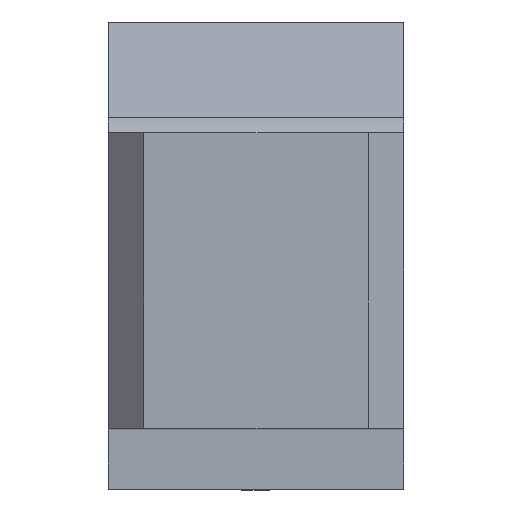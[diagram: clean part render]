
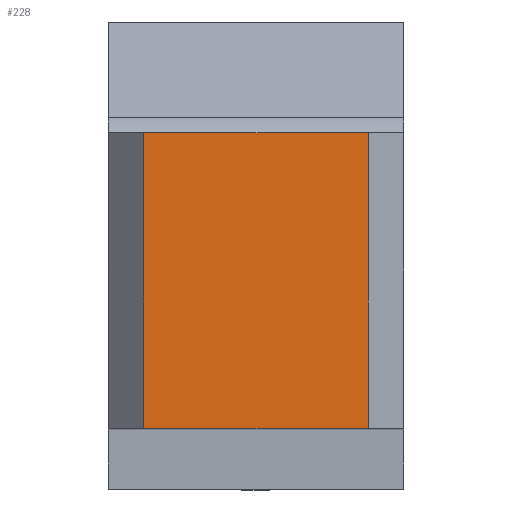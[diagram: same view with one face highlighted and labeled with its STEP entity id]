
A CAD part, top view. The second image highlights one B-rep face of the part: STEP entity #228.
In plain terms, the highlighted planar face has unit normal (0, 0, 1).
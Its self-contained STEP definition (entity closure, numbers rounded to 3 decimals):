
#228=ADVANCED_FACE('CU_BACK_SU1',(#365),#313,.F.);
#313=PLANE('',#1786);
#365=FACE_OUTER_BOUND('',#452,.T.);
#452=EDGE_LOOP('',(#666,#667,#668,#669));
#666=ORIENTED_EDGE('',*,*,#1242,.F.);
#667=ORIENTED_EDGE('',*,*,#1240,.T.);
#668=ORIENTED_EDGE('',*,*,#1243,.T.);
#669=ORIENTED_EDGE('',*,*,#1234,.F.);
#1070=VERTEX_POINT('',#2499);
#1071=VERTEX_POINT('',#2501);
#1072=VERTEX_POINT('',#2510);
#1073=VERTEX_POINT('',#2512);
#1234=EDGE_CURVE('',#1070,#1071,#1441,.T.);
#1240=EDGE_CURVE('',#1073,#1072,#1447,.T.);
#1242=EDGE_CURVE('',#1073,#1070,#1449,.T.);
#1243=EDGE_CURVE('',#1072,#1071,#1450,.T.);
#1441=LINE('',#2500,#1590);
#1447=LINE('',#2511,#1596);
#1449=LINE('',#2515,#1598);
#1450=LINE('',#2516,#1599);
#1590=VECTOR('',#2006,1.);
#1596=VECTOR('',#2018,1.);
#1598=VECTOR('',#2022,1.);
#1599=VECTOR('',#2023,1.);
#1786=AXIS2_PLACEMENT_3D('',#2517,#2024,#2025);
#2006=DIRECTION('',(1.,0.,0.));
#2018=DIRECTION('',(1.,0.,0.));
#2022=DIRECTION('',(0.,1.,0.));
#2023=DIRECTION('',(0.,1.,0.));
#2024=DIRECTION('',(0.,0.,-1.));
#2025=DIRECTION('',(-1.,0.,0.));
#2499=CARTESIAN_POINT('',(-21.925,24.925,0.));
#2500=CARTESIAN_POINT('',(-110.,24.925,0.));
#2501=CARTESIAN_POINT('',(-3.,24.925,0.));
#2510=CARTESIAN_POINT('',(-3.,0.,0.));
#2511=CARTESIAN_POINT('',(-110.,0.,0.));
#2512=CARTESIAN_POINT('',(-21.925,0.,0.));
#2515=CARTESIAN_POINT('',(-21.925,0.,0.));
#2516=CARTESIAN_POINT('',(-3.,0.,0.));
#2517=CARTESIAN_POINT('',(23.246,44.925,0.));
